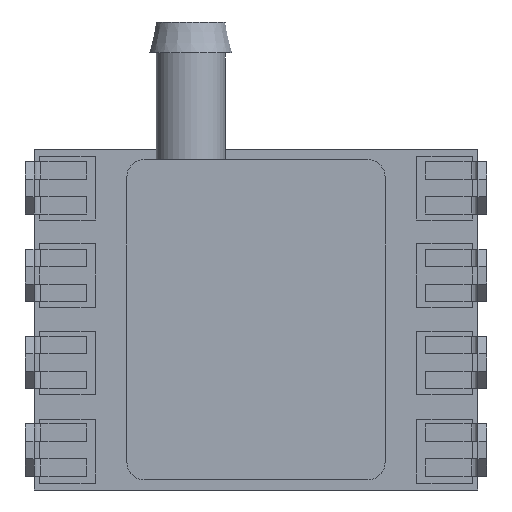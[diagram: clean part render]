
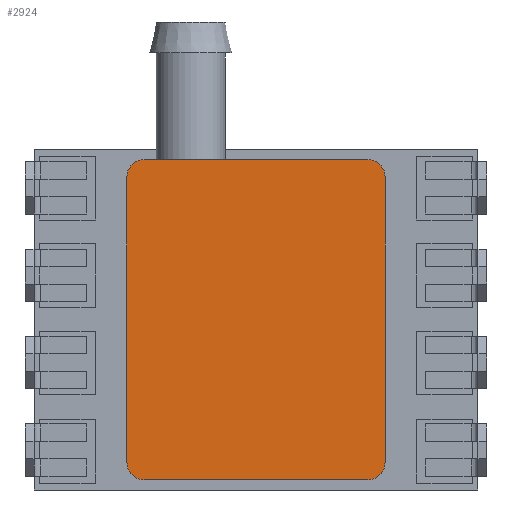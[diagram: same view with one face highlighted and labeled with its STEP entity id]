
A CAD part, front view. The second image highlights one B-rep face of the part: STEP entity #2924.
In plain terms, the highlighted planar face has unit normal (0, -1, 0).
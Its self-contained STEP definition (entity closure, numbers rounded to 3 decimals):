
#130=CIRCLE('',#3117,0.5);
#131=CIRCLE('',#3120,0.5);
#132=CIRCLE('',#3121,0.5);
#133=CIRCLE('',#3122,0.5);
#315=FACE_OUTER_BOUND('',#496,.T.);
#496=EDGE_LOOP('',(#2497,#2498,#2499,#2500,#2501,#2502,#2503,#2504));
#830=LINE('',#4671,#1167);
#833=LINE('',#4677,#1170);
#834=LINE('',#4681,#1171);
#835=LINE('',#4685,#1172);
#1167=VECTOR('',#3800,8.3);
#1170=VECTOR('',#3805,6.5);
#1171=VECTOR('',#3808,8.3);
#1172=VECTOR('',#3811,6.5);
#1424=VERTEX_POINT('',#4664);
#1425=VERTEX_POINT('',#4666);
#1426=VERTEX_POINT('',#4670);
#1428=VERTEX_POINT('',#4676);
#1429=VERTEX_POINT('',#4678);
#1430=VERTEX_POINT('',#4680);
#1431=VERTEX_POINT('',#4682);
#1432=VERTEX_POINT('',#4684);
#1793=EDGE_CURVE('',#1424,#1425,#130,.T.);
#1795=EDGE_CURVE('',#1425,#1426,#830,.T.);
#1798=EDGE_CURVE('',#1428,#1424,#833,.T.);
#1799=EDGE_CURVE('',#1429,#1428,#131,.T.);
#1800=EDGE_CURVE('',#1430,#1429,#834,.T.);
#1801=EDGE_CURVE('',#1431,#1430,#132,.T.);
#1802=EDGE_CURVE('',#1432,#1431,#835,.T.);
#1803=EDGE_CURVE('',#1426,#1432,#133,.T.);
#2497=ORIENTED_EDGE('',*,*,#1793,.F.);
#2498=ORIENTED_EDGE('',*,*,#1798,.F.);
#2499=ORIENTED_EDGE('',*,*,#1799,.F.);
#2500=ORIENTED_EDGE('',*,*,#1800,.F.);
#2501=ORIENTED_EDGE('',*,*,#1801,.F.);
#2502=ORIENTED_EDGE('',*,*,#1802,.F.);
#2503=ORIENTED_EDGE('',*,*,#1803,.F.);
#2504=ORIENTED_EDGE('',*,*,#1795,.F.);
#2778=PLANE('',#3119);
#2924=ADVANCED_FACE('',(#315),#2778,.T.);
#3117=AXIS2_PLACEMENT_3D('',#4667,#3795,#3796);
#3119=AXIS2_PLACEMENT_3D('',#4675,#3803,#3804);
#3120=AXIS2_PLACEMENT_3D('',#4679,#3806,#3807);
#3121=AXIS2_PLACEMENT_3D('',#4683,#3809,#3810);
#3122=AXIS2_PLACEMENT_3D('',#4686,#3812,#3813);
#3795=DIRECTION('center_axis',(0.,1.,0.));
#3796=DIRECTION('ref_axis',(0.707,0.,-0.707));
#3800=DIRECTION('',(-1.,0.,0.));
#3803=DIRECTION('center_axis',(0.,-1.,0.));
#3804=DIRECTION('ref_axis',(0.,0.,-1.));
#3805=DIRECTION('',(0.,0.,-1.));
#3806=DIRECTION('center_axis',(0.,1.,0.));
#3807=DIRECTION('ref_axis',(0.707,0.,0.707));
#3808=DIRECTION('',(1.,0.,0.));
#3809=DIRECTION('center_axis',(0.,1.,0.));
#3810=DIRECTION('ref_axis',(-0.707,0.,0.707));
#3811=DIRECTION('',(0.,0.,1.));
#3812=DIRECTION('center_axis',(0.,1.,0.));
#3813=DIRECTION('ref_axis',(-0.707,0.,-0.707));
#4664=CARTESIAN_POINT('',(4.65,0.,-3.25));
#4666=CARTESIAN_POINT('',(4.15,0.,-3.75));
#4667=CARTESIAN_POINT('Origin',(4.15,0.,-3.25));
#4670=CARTESIAN_POINT('',(-4.15,0.,-3.75));
#4671=CARTESIAN_POINT('',(4.65,0.,-3.75));
#4675=CARTESIAN_POINT('Origin',(0.,0.,0.));
#4676=CARTESIAN_POINT('',(4.65,0.,3.25));
#4677=CARTESIAN_POINT('',(4.65,0.,3.75));
#4678=CARTESIAN_POINT('',(4.15,0.,3.75));
#4679=CARTESIAN_POINT('Origin',(4.15,0.,3.25));
#4680=CARTESIAN_POINT('',(-4.15,0.,3.75));
#4681=CARTESIAN_POINT('',(-4.65,0.,3.75));
#4682=CARTESIAN_POINT('',(-4.65,0.,3.25));
#4683=CARTESIAN_POINT('Origin',(-4.15,0.,3.25));
#4684=CARTESIAN_POINT('',(-4.65,0.,-3.25));
#4685=CARTESIAN_POINT('',(-4.65,0.,-3.75));
#4686=CARTESIAN_POINT('Origin',(-4.15,0.,-3.25));
